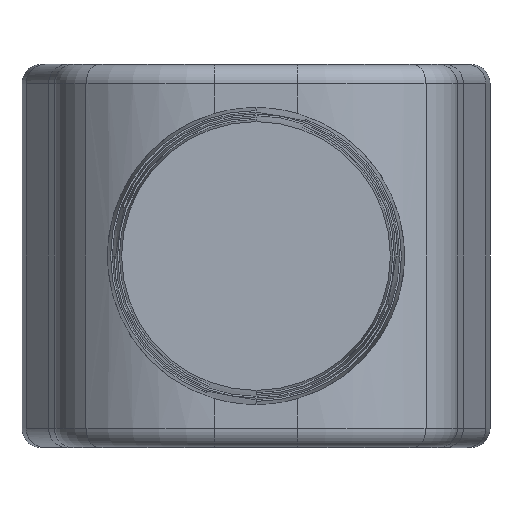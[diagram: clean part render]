
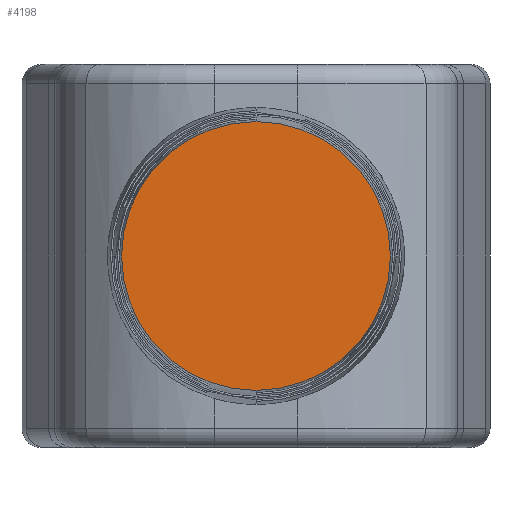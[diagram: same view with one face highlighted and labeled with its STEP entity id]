
A CAD part, front view. The second image highlights one B-rep face of the part: STEP entity #4198.
In plain terms, the highlighted planar face has unit normal (0, -1, 0).
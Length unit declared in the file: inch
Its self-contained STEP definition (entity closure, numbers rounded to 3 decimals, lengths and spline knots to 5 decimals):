
#95 = PLANE ( 'NONE',  #7145 ) ;
#203 = AXIS2_PLACEMENT_3D ( 'NONE', #7487, #3168, #8198 ) ;
#479 = AXIS2_PLACEMENT_3D ( 'NONE', #6087, #1776, #6811 ) ;
#722 = CARTESIAN_POINT ( 'NONE',  ( 0., -0.28, 0.34033 ) ) ;
#1075 = CIRCLE ( 'NONE', #479, 0.14033 ) ;
#1707 = CIRCLE ( 'NONE', #203, 0.14033 ) ;
#1776 = DIRECTION ( 'NONE',  ( 0., -1., 0. ) ) ;
#1915 = FACE_OUTER_BOUND ( 'NONE', #4570, .T. ) ;
#2014 = VERTEX_POINT ( 'NONE', #722 ) ;
#2229 = DIRECTION ( 'NONE',  ( 0., -1., 0. ) ) ;
#2839 = ORIENTED_EDGE ( 'NONE', *, *, #3563, .T. ) ;
#3052 = ORIENTED_EDGE ( 'NONE', *, *, #3930, .T. ) ;
#3168 = DIRECTION ( 'NONE',  ( 0., -1., 0. ) ) ;
#3563 = EDGE_CURVE ( 'NONE', #2014, #6235, #1075, .T. ) ;
#3930 = EDGE_CURVE ( 'NONE', #6235, #2014, #1707, .T. ) ;
#4198 = ADVANCED_FACE ( 'NONE', ( #1915 ), #95, .T. ) ;
#4570 = EDGE_LOOP ( 'NONE', ( #3052, #2839 ) ) ;
#6087 = CARTESIAN_POINT ( 'NONE',  ( 0., -0.28, 0.2 ) ) ;
#6235 = VERTEX_POINT ( 'NONE', #8211 ) ;
#6529 = CARTESIAN_POINT ( 'NONE',  ( 0., -0.28, 0.2 ) ) ;
#6811 = DIRECTION ( 'NONE',  ( 0., 0., -1. ) ) ;
#7145 = AXIS2_PLACEMENT_3D ( 'NONE', #6529, #2229, #7265 ) ;
#7265 = DIRECTION ( 'NONE',  ( 0., 0., -1. ) ) ;
#7487 = CARTESIAN_POINT ( 'NONE',  ( 0., -0.28, 0.2 ) ) ;
#8198 = DIRECTION ( 'NONE',  ( 0., 0., -1. ) ) ;
#8211 = CARTESIAN_POINT ( 'NONE',  ( 0., -0.28, 0.05967 ) ) ;
